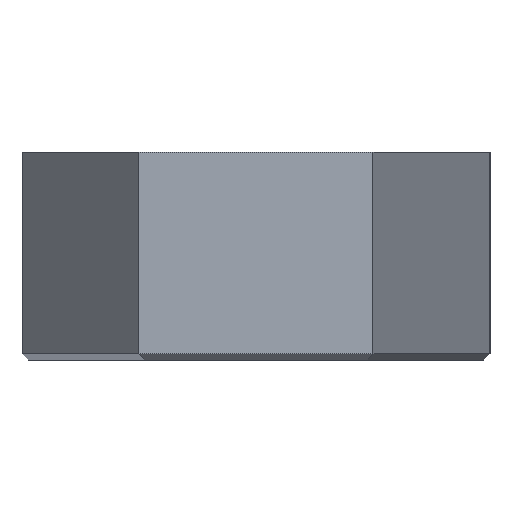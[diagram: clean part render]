
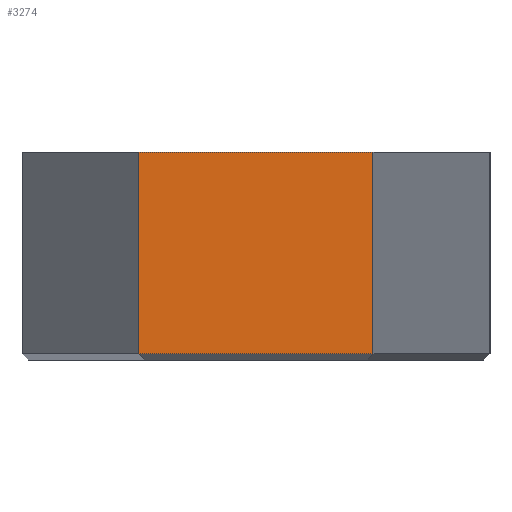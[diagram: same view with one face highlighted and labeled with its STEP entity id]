
A CAD part, front view. The second image highlights one B-rep face of the part: STEP entity #3274.
In plain terms, the highlighted planar face has unit normal (0, -1, 0).
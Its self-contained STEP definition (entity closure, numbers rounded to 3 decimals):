
#414=FACE_OUTER_BOUND('',#606,.T.);
#606=EDGE_LOOP('',(#2969,#2970,#2971,#2972));
#624=LINE('',#4615,#960);
#763=LINE('',#5002,#1099);
#799=LINE('',#5119,#1135);
#946=LINE('',#5530,#1282);
#960=VECTOR('',#3634,10.);
#1099=VECTOR('',#4031,10.);
#1135=VECTOR('',#4133,10.);
#1282=VECTOR('',#4574,10.);
#1289=VERTEX_POINT('',#4602);
#1294=VERTEX_POINT('',#4613);
#1413=VERTEX_POINT('',#5001);
#1461=VERTEX_POINT('',#5118);
#1592=EDGE_CURVE('',#1294,#1289,#624,.T.);
#1786=EDGE_CURVE('',#1413,#1289,#763,.T.);
#1844=EDGE_CURVE('',#1461,#1413,#799,.T.);
#2048=EDGE_CURVE('',#1294,#1461,#946,.T.);
#2969=ORIENTED_EDGE('',*,*,#1592,.F.);
#2970=ORIENTED_EDGE('',*,*,#2048,.T.);
#2971=ORIENTED_EDGE('',*,*,#1844,.T.);
#2972=ORIENTED_EDGE('',*,*,#1786,.T.);
#3090=PLANE('',#3606);
#3274=ADVANCED_FACE('',(#414),#3090,.F.);
#3606=AXIS2_PLACEMENT_3D('',#5531,#4575,#4576);
#3634=DIRECTION('',(-1.,0.,0.));
#4031=DIRECTION('',(0.,0.,-1.));
#4133=DIRECTION('',(-1.,0.,0.));
#4574=DIRECTION('',(0.,0.,1.));
#4575=DIRECTION('center_axis',(0.,1.,0.));
#4576=DIRECTION('ref_axis',(-1.,0.,0.));
#4602=CARTESIAN_POINT('',(-11.25,0.,-9.4));
#4613=CARTESIAN_POINT('',(11.25,0.,-9.4));
#4615=CARTESIAN_POINT('',(-5.625,0.,-9.4));
#5001=CARTESIAN_POINT('',(-11.25,0.,10.));
#5002=CARTESIAN_POINT('',(-11.25,0.,0.));
#5118=CARTESIAN_POINT('',(11.25,0.,10.));
#5119=CARTESIAN_POINT('',(0.,0.,10.));
#5530=CARTESIAN_POINT('',(11.25,0.,0.));
#5531=CARTESIAN_POINT('Origin',(0.,0.,0.));
